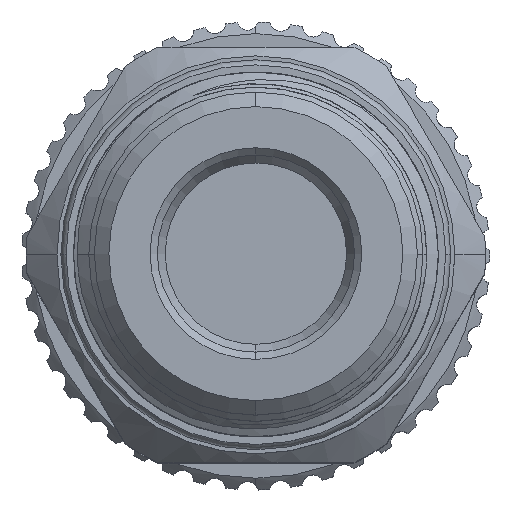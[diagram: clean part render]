
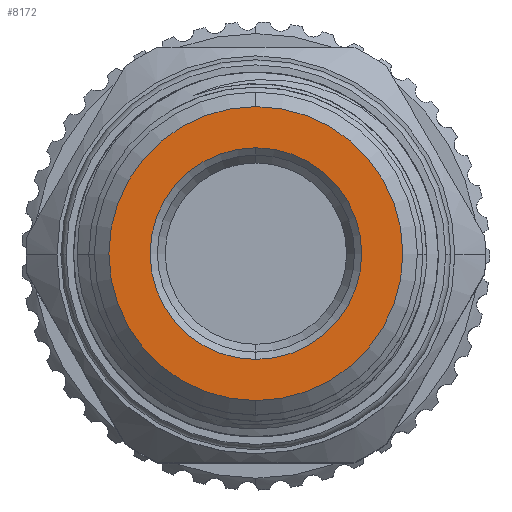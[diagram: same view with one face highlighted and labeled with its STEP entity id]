
A CAD part, top view. The second image highlights one B-rep face of the part: STEP entity #8172.
In plain terms, the highlighted planar face has unit normal (0, 0, 1).
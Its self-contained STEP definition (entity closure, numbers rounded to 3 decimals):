
#1794 = AXIS2_PLACEMENT_3D ( 'NONE', #2636, #12674, #8772 ) ;
#2636 = CARTESIAN_POINT ( 'NONE',  ( 0., 0., 25.34 ) ) ;
#3088 = EDGE_CURVE ( 'NONE', #19086, #16095, #6511, .T. ) ;
#3139 = CARTESIAN_POINT ( 'NONE',  ( 0., 0., 25.34 ) ) ;
#4602 = CARTESIAN_POINT ( 'NONE',  ( 0., 0., 25.34 ) ) ;
#4746 = DIRECTION ( 'NONE',  ( 0., 0., -1. ) ) ;
#4827 = CIRCLE ( 'NONE', #12451, 10.115 ) ;
#6422 = ORIENTED_EDGE ( 'NONE', *, *, #3088, .T. ) ;
#6511 = CIRCLE ( 'NONE', #21461, 7.283 ) ;
#6748 = AXIS2_PLACEMENT_3D ( 'NONE', #12571, #22787, #12480 ) ;
#6752 = CARTESIAN_POINT ( 'NONE',  ( 0., -10.115, 25.34 ) ) ;
#8000 = ORIENTED_EDGE ( 'NONE', *, *, #13794, .T. ) ;
#8172 = ADVANCED_FACE ( 'NONE', ( #23190, #13338 ), #10793, .T. ) ;
#8772 = DIRECTION ( 'NONE',  ( 0., 1., 0. ) ) ;
#9203 = DIRECTION ( 'NONE',  ( 0., -1., 0. ) ) ;
#9297 = CARTESIAN_POINT ( 'NONE',  ( 0., 0., 25.34 ) ) ;
#10793 = PLANE ( 'NONE',  #1794 ) ;
#10863 = DIRECTION ( 'NONE',  ( 0., -1., 0. ) ) ;
#12440 = VERTEX_POINT ( 'NONE', #6752 ) ;
#12451 = AXIS2_PLACEMENT_3D ( 'NONE', #4602, #23319, #20661 ) ;
#12480 = DIRECTION ( 'NONE',  ( 0., -1., 0. ) ) ;
#12571 = CARTESIAN_POINT ( 'NONE',  ( 0., 0., 25.34 ) ) ;
#12674 = DIRECTION ( 'NONE',  ( 0., 0., 1. ) ) ;
#13338 = FACE_OUTER_BOUND ( 'NONE', #13918, .T. ) ;
#13794 = EDGE_CURVE ( 'NONE', #16095, #19086, #25596, .T. ) ;
#13918 = EDGE_LOOP ( 'NONE', ( #17860, #19350 ) ) ;
#15290 = VERTEX_POINT ( 'NONE', #20356 ) ;
#16095 = VERTEX_POINT ( 'NONE', #21871 ) ;
#17860 = ORIENTED_EDGE ( 'NONE', *, *, #17899, .F. ) ;
#17899 = EDGE_CURVE ( 'NONE', #12440, #15290, #4827, .T. ) ;
#19086 = VERTEX_POINT ( 'NONE', #22582 ) ;
#19350 = ORIENTED_EDGE ( 'NONE', *, *, #22977, .F. ) ;
#19474 = DIRECTION ( 'NONE',  ( 0., 0., -1. ) ) ;
#20356 = CARTESIAN_POINT ( 'NONE',  ( 0., 10.115, 25.34 ) ) ;
#20661 = DIRECTION ( 'NONE',  ( 0., -1., 0. ) ) ;
#21461 = AXIS2_PLACEMENT_3D ( 'NONE', #3139, #4746, #10863 ) ;
#21871 = CARTESIAN_POINT ( 'NONE',  ( 0., 7.283, 25.34 ) ) ;
#21979 = CIRCLE ( 'NONE', #6748, 10.115 ) ;
#22073 = AXIS2_PLACEMENT_3D ( 'NONE', #9297, #19474, #9203 ) ;
#22582 = CARTESIAN_POINT ( 'NONE',  ( 0., -7.283, 25.34 ) ) ;
#22787 = DIRECTION ( 'NONE',  ( 0., 0., -1. ) ) ;
#22935 = EDGE_LOOP ( 'NONE', ( #8000, #6422 ) ) ;
#22977 = EDGE_CURVE ( 'NONE', #15290, #12440, #21979, .T. ) ;
#23190 = FACE_BOUND ( 'NONE', #22935, .T. ) ;
#23319 = DIRECTION ( 'NONE',  ( 0., 0., -1. ) ) ;
#25596 = CIRCLE ( 'NONE', #22073, 7.283 ) ;
